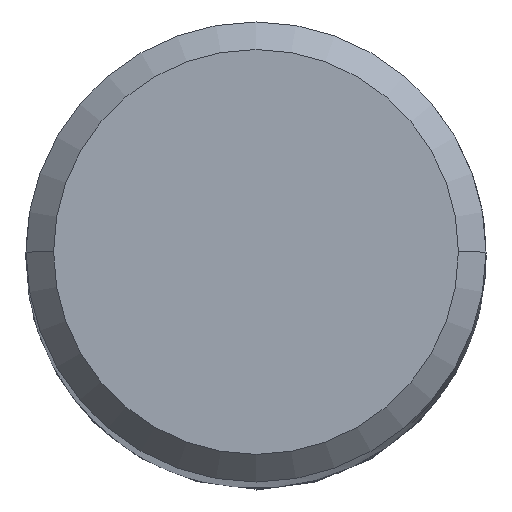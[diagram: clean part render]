
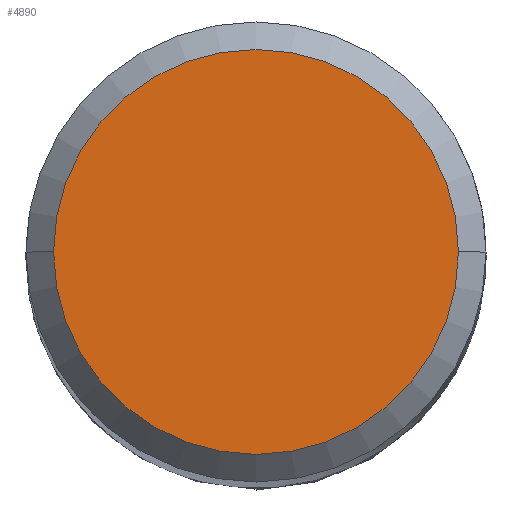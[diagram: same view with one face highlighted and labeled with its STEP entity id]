
A CAD part, top view. The second image highlights one B-rep face of the part: STEP entity #4890.
In plain terms, the highlighted planar face has unit normal (0, 0, 1).
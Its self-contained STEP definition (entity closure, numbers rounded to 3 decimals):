
#4867=CARTESIAN_POINT('Axis2P3D Location',(0.,0.,100.)) ;
#4872=CARTESIAN_POINT('Axis2P3D Location',(0.,0.,100.)) ;
#4876=CARTESIAN_POINT('Vertex',(4.4,0.,100.)) ;
#4878=CARTESIAN_POINT('Vertex',(-4.4,0.,100.)) ;
#4881=CARTESIAN_POINT('Axis2P3D Location',(0.,0.,100.)) ;
#4868=DIRECTION('Axis2P3D Direction',(0.,0.,1.)) ;
#4869=DIRECTION('Axis2P3D XDirection',(1.,0.,0.)) ;
#4873=DIRECTION('Axis2P3D Direction',(0.,0.,1.)) ;
#4882=DIRECTION('Axis2P3D Direction',(0.,0.,1.)) ;
#4870=AXIS2_PLACEMENT_3D('Plane Axis2P3D',#4867,#4868,#4869) ;
#4874=AXIS2_PLACEMENT_3D('Circle Axis2P3D',#4872,#4873,$) ;
#4883=AXIS2_PLACEMENT_3D('Circle Axis2P3D',#4881,#4882,$) ;
#4887=ORIENTED_EDGE('',*,*,#4880,.T.) ;
#4888=ORIENTED_EDGE('',*,*,#4885,.T.) ;
#4890=ADVANCED_FACE('PartBody',(#4889),#4871,.T.) ;
#4875=CIRCLE('generated circle',#4874,4.4) ;
#4884=CIRCLE('generated circle',#4883,4.4) ;
#4880=EDGE_CURVE('',#4877,#4879,#4875,.T.) ;
#4885=EDGE_CURVE('',#4879,#4877,#4884,.T.) ;
#4886=EDGE_LOOP('',(#4887,#4888)) ;
#4889=FACE_OUTER_BOUND('',#4886,.T.) ;
#4871=PLANE('Plane',#4870) ;
#4877=VERTEX_POINT('',#4876) ;
#4879=VERTEX_POINT('',#4878) ;
